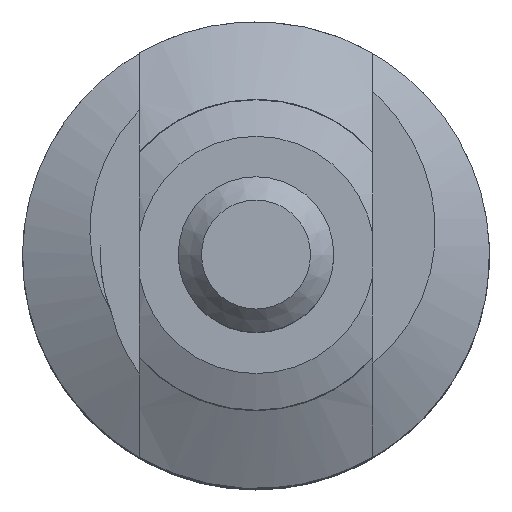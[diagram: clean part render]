
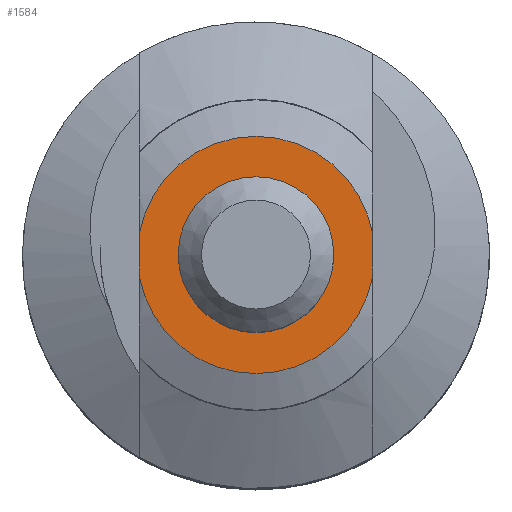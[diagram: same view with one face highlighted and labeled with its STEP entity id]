
A CAD part, top view. The second image highlights one B-rep face of the part: STEP entity #1584.
In plain terms, the highlighted planar face has unit normal (0, 0, 1).
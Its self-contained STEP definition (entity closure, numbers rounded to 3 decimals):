
#390=CARTESIAN_POINT('',(1.5,0.271,13.2));
#391=VERTEX_POINT('',#390);
#408=CARTESIAN_POINT('',(-1.5,0.271,13.2));
#409=VERTEX_POINT('',#408);
#417=CARTESIAN_POINT('',(0.,0.,13.2));
#418=DIRECTION('',(-0.,-0.,-1.));
#419=DIRECTION('',(1.,0.,-0.));
#420=AXIS2_PLACEMENT_3D('',#417,#418,#419);
#421=CIRCLE('',#420,1.524);
#422=EDGE_CURVE('',#409,#391,#421,.T.);
#1414=CARTESIAN_POINT('',(1.5,-0.271,13.2));
#1415=VERTEX_POINT('',#1414);
#1425=CARTESIAN_POINT('',(-1.5,-0.271,13.2));
#1426=VERTEX_POINT('',#1425);
#1427=CARTESIAN_POINT('',(0.,0.,13.2));
#1428=DIRECTION('',(-0.,-0.,-1.));
#1429=DIRECTION('',(1.,0.,-0.));
#1430=AXIS2_PLACEMENT_3D('',#1427,#1428,#1429);
#1431=CIRCLE('',#1430,1.524);
#1432=EDGE_CURVE('',#1415,#1426,#1431,.T.);
#1543=CARTESIAN_POINT('',(0.,0.,13.2));
#1544=DIRECTION('',(0.,0.,1.));
#1545=DIRECTION('',(0.,1.,0.));
#1546=AXIS2_PLACEMENT_3D('',#1543,#1544,#1545);
#1547=PLANE('',#1546);
#1548=CARTESIAN_POINT('',(-1.,0.,13.2));
#1549=VERTEX_POINT('',#1548);
#1550=CARTESIAN_POINT('',(1.,-0.,13.2));
#1551=VERTEX_POINT('',#1550);
#1552=CARTESIAN_POINT('',(0.,0.,13.2));
#1553=DIRECTION('',(0.,0.,1.));
#1554=DIRECTION('',(1.,0.,-0.));
#1555=AXIS2_PLACEMENT_3D('',#1552,#1553,#1554);
#1556=CIRCLE('',#1555,1.);
#1557=EDGE_CURVE('',#1549,#1551,#1556,.T.);
#1558=ORIENTED_EDGE('',*,*,#1557,.F.);
#1559=CARTESIAN_POINT('',(0.,0.,13.2));
#1560=DIRECTION('',(0.,0.,1.));
#1561=DIRECTION('',(1.,0.,-0.));
#1562=AXIS2_PLACEMENT_3D('',#1559,#1560,#1561);
#1563=CIRCLE('',#1562,1.);
#1564=EDGE_CURVE('',#1551,#1549,#1563,.T.);
#1565=ORIENTED_EDGE('',*,*,#1564,.F.);
#1566=EDGE_LOOP('',(#1558,#1565));
#1567=FACE_BOUND('',#1566,.T.);
#1568=CARTESIAN_POINT('',(1.5,0.271,13.2));
#1569=DIRECTION('',(0.,-1.,0.));
#1570=VECTOR('',#1569,0.542);
#1571=LINE('',#1568,#1570);
#1572=EDGE_CURVE('',#391,#1415,#1571,.T.);
#1573=ORIENTED_EDGE('',*,*,#1572,.F.);
#1574=ORIENTED_EDGE('',*,*,#422,.F.);
#1575=CARTESIAN_POINT('',(-1.5,-0.271,13.2));
#1576=DIRECTION('',(0.,1.,0.));
#1577=VECTOR('',#1576,0.542);
#1578=LINE('',#1575,#1577);
#1579=EDGE_CURVE('',#1426,#409,#1578,.T.);
#1580=ORIENTED_EDGE('',*,*,#1579,.F.);
#1581=ORIENTED_EDGE('',*,*,#1432,.F.);
#1582=EDGE_LOOP('',(#1573,#1574,#1580,#1581));
#1583=FACE_BOUND('',#1582,.T.);
#1584=ADVANCED_FACE('',(#1567,#1583),#1547,.T.);
